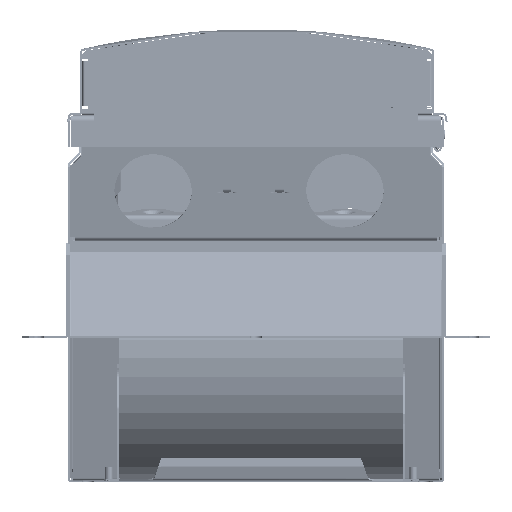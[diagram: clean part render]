
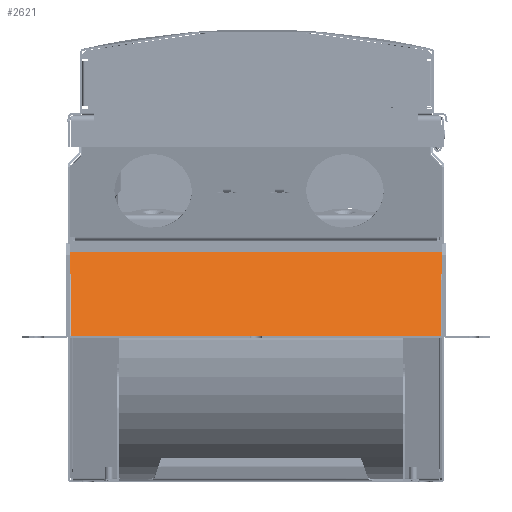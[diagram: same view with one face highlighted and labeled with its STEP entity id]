
A CAD part, front view. The second image highlights one B-rep face of the part: STEP entity #2621.
In plain terms, the highlighted planar face has unit normal (0, -0.866, 0.5).
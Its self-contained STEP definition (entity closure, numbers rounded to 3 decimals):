
#1532=DIRECTION('',(0.,-0.5,-0.866));
#1533=VECTOR('',#1532,54.112);
#1534=CARTESIAN_POINT('',(-140.5,-380.799,
158.363));
#1535=LINE('',#1534,#1533);
#1639=DIRECTION('',(1.,0.,0.));
#1640=VECTOR('',#1639,281.);
#1641=CARTESIAN_POINT('',(-140.5,-407.855,
111.5));
#1642=LINE('',#1641,#1640);
#1671=DIRECTION('',(0.,0.5,0.866));
#1672=VECTOR('',#1671,54.112);
#1673=CARTESIAN_POINT('',(140.5,-407.855,111.5));
#1674=LINE('',#1673,#1672);
#1675=CARTESIAN_POINT('',(140.5,-380.799,158.363));
#1676=CARTESIAN_POINT('',(140.522,-380.793,158.372));
#1677=CARTESIAN_POINT('',(140.593,-380.787,158.375));
#1678=CARTESIAN_POINT('',(140.674,-380.798,158.383));
#1679=CARTESIAN_POINT('',(140.735,-380.804,158.372));
#1696=CARTESIAN_POINT('',(-140.735,-380.804,
158.372));
#1697=CARTESIAN_POINT('',(-140.674,-380.798,
158.383));
#1698=CARTESIAN_POINT('',(-140.593,-380.787,
158.375));
#1699=CARTESIAN_POINT('',(-140.522,-380.793,
158.372));
#1700=CARTESIAN_POINT('',(-140.5,-380.799,
158.363));
#1728=DIRECTION('',(-0.001,0.5,0.866));
#1729=VECTOR('',#1728,18.824);
#1730=CARTESIAN_POINT('',(-140.735,-380.804,
158.372));
#1731=LINE('',#1730,#1729);
#2040=DIRECTION('',(-0.001,-0.5,-0.866));
#2041=VECTOR('',#2040,18.824);
#2042=CARTESIAN_POINT('',(140.75,-371.384,174.67));
#2043=LINE('',#2042,#2041);
#2070=DIRECTION('',(-1.,0.,0.));
#2071=VECTOR('',#2070,281.5);
#2072=CARTESIAN_POINT('',(140.75,-371.384,174.67));
#2073=LINE('',#2072,#2071);
#2246=CARTESIAN_POINT('',(140.75,-371.384,174.67));
#2247=CARTESIAN_POINT('',(-140.75,-371.384,
174.67));
#2248=VERTEX_POINT('',#2246);
#2249=VERTEX_POINT('',#2247);
#2251=CARTESIAN_POINT('',(-140.735,-380.804,
158.372));
#2253=VERTEX_POINT('',#2251);
#2285=CARTESIAN_POINT('',(-140.5,-380.799,
158.363));
#2286=CARTESIAN_POINT('',(-140.5,-407.855,
111.5));
#2287=VERTEX_POINT('',#2285);
#2288=VERTEX_POINT('',#2286);
#2291=CARTESIAN_POINT('',(140.5,-407.855,111.5));
#2292=VERTEX_POINT('',#2291);
#2293=CARTESIAN_POINT('',(140.5,-380.799,158.363));
#2294=VERTEX_POINT('',#2293);
#2295=CARTESIAN_POINT('',(140.735,-380.804,158.372));
#2296=VERTEX_POINT('',#2295);
#2603=CARTESIAN_POINT('',(0.,-389.62,
143.085));
#2604=DIRECTION('',(0.,0.866,-0.5));
#2605=DIRECTION('',(0.,0.5,0.866));
#2606=AXIS2_PLACEMENT_3D('',#2603,#2604,#2605);
#2607=PLANE('',#2606);
#2608=ORIENTED_EDGE('',*,*,#2583,.F.);
#2609=ORIENTED_EDGE('',*,*,#2541,.F.);
#2610=ORIENTED_EDGE('',*,*,#2381,.F.);
#2611=ORIENTED_EDGE('',*,*,#2379,.F.);
#2613=ORIENTED_EDGE('',*,*,#2612,.T.);
#2615=ORIENTED_EDGE('',*,*,#2614,.F.);
#2617=ORIENTED_EDGE('',*,*,#2616,.T.);
#2618=ORIENTED_EDGE('',*,*,#2585,.F.);
#2619=EDGE_LOOP('',(#2608,#2609,#2610,#2611,#2613,#2615,#2617,#2618));
#2620=FACE_OUTER_BOUND('',#2619,.F.);
#2621=ADVANCED_FACE('',(#2620),#2607,.F.);
#1680=B_SPLINE_CURVE_WITH_KNOTS('',3,(#1675,#1676,#1677,#1678,#1679),
.UNSPECIFIED.,.F.,.F.,(4,1,4),(0.,0.5,1.),.UNSPECIFIED.);
#1701=B_SPLINE_CURVE_WITH_KNOTS('',3,(#1696,#1697,#1698,#1699,#1700),
.UNSPECIFIED.,.F.,.F.,(4,1,4),(0.,0.5,1.),.UNSPECIFIED.);
#2379=EDGE_CURVE('',#2253,#2287,#1701,.T.);
#2381=EDGE_CURVE('',#2287,#2288,#1535,.T.);
#2541=EDGE_CURVE('',#2288,#2292,#1642,.T.);
#2583=EDGE_CURVE('',#2292,#2294,#1674,.T.);
#2585=EDGE_CURVE('',#2294,#2296,#1680,.T.);
#2612=EDGE_CURVE('',#2253,#2249,#1731,.T.);
#2614=EDGE_CURVE('',#2248,#2249,#2073,.T.);
#2616=EDGE_CURVE('',#2248,#2296,#2043,.T.);
